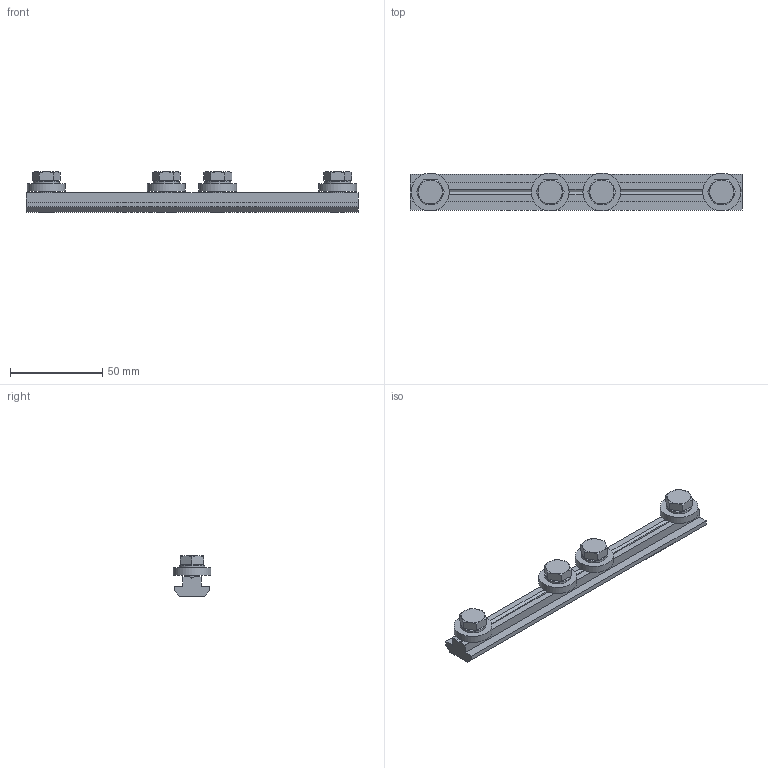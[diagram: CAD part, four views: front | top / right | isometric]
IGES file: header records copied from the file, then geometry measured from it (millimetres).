
Global section: file name: 321312.stp.ipt; native system: Autodesk Inventor 2014; preprocessor: unknown; author: zeman; date: 20151020.095929; units: millimetre
Bounding box: 180 x 20.5 x 22 mm (x, y, z)
Volume: 35550.2 mm3; surface area: 19654.6 mm2
Topology: 13 solids, 13 shells, 143 faces, 303 edges, 190 vertices
Faces by surface type: plane 79, cone 32, cylinder 20, revolution 12
Full cylindrical faces by diameter (mm): 7.323 x4, 8 x4, 11.4 x4, 14 x4, 20.5 x4
